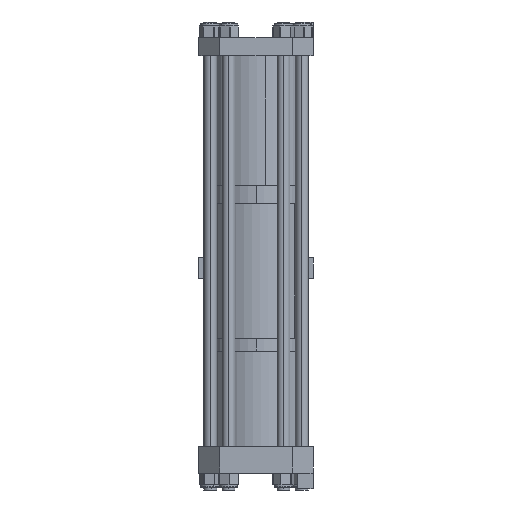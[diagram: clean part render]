
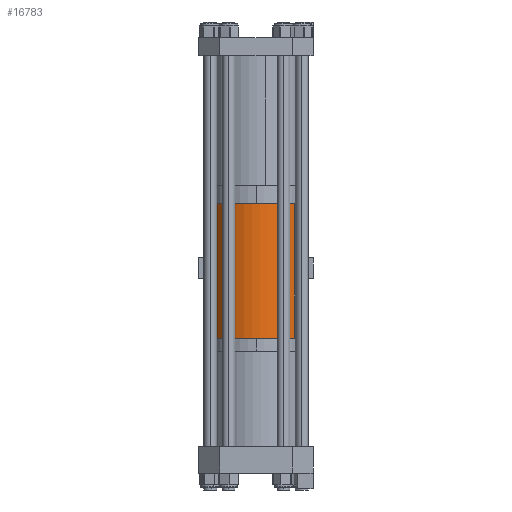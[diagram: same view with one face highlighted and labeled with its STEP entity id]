
A CAD part, left-side view. The second image highlights one B-rep face of the part: STEP entity #16783.
In plain terms, the highlighted cylindrical face has radius 114.3 mm (diameter 228.6 mm), a partial arc.
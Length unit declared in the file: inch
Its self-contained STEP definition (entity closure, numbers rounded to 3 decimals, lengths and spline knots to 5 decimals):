
#17 = AXIS2_PLACEMENT_3D ( 'NONE', #7799, #9320, #16157 ) ;
#259 = CARTESIAN_POINT ( 'NONE',  ( -4.5, 0., 0. ) ) ;
#260 = EDGE_CURVE ( 'NONE', #7728, #17793, #8468, .T. ) ;
#531 = DIRECTION ( 'NONE',  ( 0., 0., -1. ) ) ;
#615 = DIRECTION ( 'NONE',  ( 0., 0., 1. ) ) ;
#1577 = CARTESIAN_POINT ( 'NONE',  ( 4.5, 0., 0. ) ) ;
#1762 = LINE ( 'NONE', #7618, #5474 ) ;
#4440 = FACE_OUTER_BOUND ( 'NONE', #6567, .T. ) ;
#5415 = CARTESIAN_POINT ( 'NONE',  ( 4.5, 0., 12.97 ) ) ;
#5474 = VECTOR ( 'NONE', #15986, 39.37008 ) ;
#6009 = DIRECTION ( 'NONE',  ( -1., 0., 0. ) ) ;
#6260 = DIRECTION ( 'NONE',  ( 0., 0., -1. ) ) ;
#6567 = EDGE_LOOP ( 'NONE', ( #9936, #17069, #10010, #13450 ) ) ;
#6897 = AXIS2_PLACEMENT_3D ( 'NONE', #13080, #6260, #6009 ) ;
#7447 = VERTEX_POINT ( 'NONE', #11360 ) ;
#7481 = EDGE_CURVE ( 'NONE', #16179, #17793, #8499, .T. ) ;
#7587 = DIRECTION ( 'NONE',  ( 1., 0., 0. ) ) ;
#7618 = CARTESIAN_POINT ( 'NONE',  ( -4.5, 0., 12.97 ) ) ;
#7728 = VERTEX_POINT ( 'NONE', #5415 ) ;
#7799 = CARTESIAN_POINT ( 'NONE',  ( 0., 0., 12.97 ) ) ;
#8468 = LINE ( 'NONE', #13012, #9989 ) ;
#8499 = CIRCLE ( 'NONE', #17675, 4.5 ) ;
#8857 = CARTESIAN_POINT ( 'NONE',  ( 0., 0., 0. ) ) ;
#9320 = DIRECTION ( 'NONE',  ( 0., 0., 1. ) ) ;
#9936 = ORIENTED_EDGE ( 'NONE', *, *, #260, .F. ) ;
#9989 = VECTOR ( 'NONE', #531, 39.37008 ) ;
#10010 = ORIENTED_EDGE ( 'NONE', *, *, #11527, .T. ) ;
#11360 = CARTESIAN_POINT ( 'NONE',  ( -4.5, 0., 12.97 ) ) ;
#11527 = EDGE_CURVE ( 'NONE', #7447, #16179, #1762, .T. ) ;
#13012 = CARTESIAN_POINT ( 'NONE',  ( 4.5, 0., 12.97 ) ) ;
#13080 = CARTESIAN_POINT ( 'NONE',  ( 0., 0., 12.97 ) ) ;
#13450 = ORIENTED_EDGE ( 'NONE', *, *, #7481, .T. ) ;
#13750 = CYLINDRICAL_SURFACE ( 'NONE', #6897, 4.5 ) ;
#15346 = EDGE_CURVE ( 'NONE', #7447, #7728, #15974, .T. ) ;
#15974 = CIRCLE ( 'NONE', #17, 4.5 ) ;
#15986 = DIRECTION ( 'NONE',  ( 0., 0., -1. ) ) ;
#16157 = DIRECTION ( 'NONE',  ( 1., 0., 0. ) ) ;
#16179 = VERTEX_POINT ( 'NONE', #259 ) ;
#16783 = ADVANCED_FACE ( 'NONE', ( #4440 ), #13750, .T. ) ;
#17069 = ORIENTED_EDGE ( 'NONE', *, *, #15346, .F. ) ;
#17675 = AXIS2_PLACEMENT_3D ( 'NONE', #8857, #615, #7587 ) ;
#17793 = VERTEX_POINT ( 'NONE', #1577 ) ;
